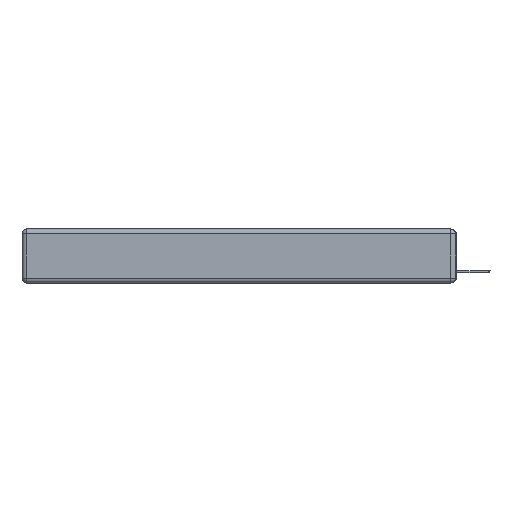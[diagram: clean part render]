
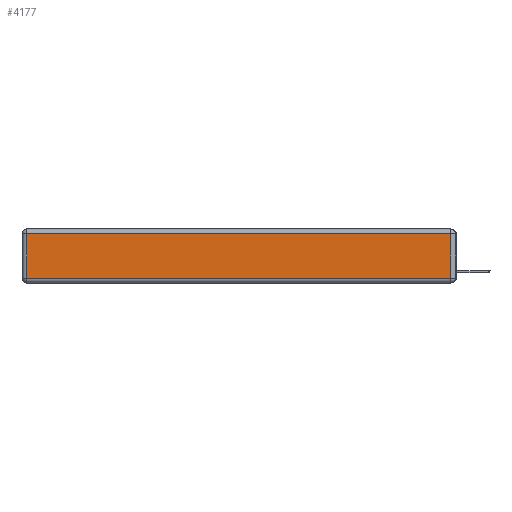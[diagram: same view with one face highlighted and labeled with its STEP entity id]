
A CAD part, left-side view. The second image highlights one B-rep face of the part: STEP entity #4177.
In plain terms, the highlighted planar face has unit normal (-1, 0, 0).
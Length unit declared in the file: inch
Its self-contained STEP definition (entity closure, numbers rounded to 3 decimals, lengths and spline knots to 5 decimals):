
#891 = AXIS2_PLACEMENT_3D ( 'NONE', #11306, #19336, #3915 ) ;
#1073 = EDGE_CURVE ( 'NONE', #3443, #10882, #7235, .T. ) ;
#1535 = VERTEX_POINT ( 'NONE', #9151 ) ;
#1550 = EDGE_CURVE ( 'NONE', #4612, #3443, #18928, .T. ) ;
#1554 = ORIENTED_EDGE ( 'NONE', *, *, #1073, .T. ) ;
#1569 = CARTESIAN_POINT ( 'NONE',  ( 0., 2.72, -0.03 ) ) ;
#1735 = CARTESIAN_POINT ( 'NONE',  ( 0., 0.03, -0.343 ) ) ;
#1808 = DIRECTION ( 'NONE',  ( 0., -1., 0. ) ) ;
#2463 = ORIENTED_EDGE ( 'NONE', *, *, #1550, .T. ) ;
#2531 = EDGE_CURVE ( 'NONE', #1535, #4612, #24640, .T. ) ;
#2733 = ORIENTED_EDGE ( 'NONE', *, *, #2531, .T. ) ;
#3242 = DIRECTION ( 'NONE',  ( 0., 0., 1. ) ) ;
#3379 = VECTOR ( 'NONE', #3242, 39.37008 ) ;
#3443 = VERTEX_POINT ( 'NONE', #4339 ) ;
#3915 = DIRECTION ( 'NONE',  ( 0., 0., 1. ) ) ;
#4177 = ADVANCED_FACE ( 'NONE', ( #15332 ), #11669, .T. ) ;
#4339 = CARTESIAN_POINT ( 'NONE',  ( 0., 0.03, -0.03 ) ) ;
#4612 = VERTEX_POINT ( 'NONE', #22562 ) ;
#4889 = VECTOR ( 'NONE', #8481, 39.37008 ) ;
#5732 = VECTOR ( 'NONE', #19999, 39.37008 ) ;
#7235 = LINE ( 'NONE', #16409, #5732 ) ;
#8481 = DIRECTION ( 'NONE',  ( 0., 0., -1. ) ) ;
#9151 = CARTESIAN_POINT ( 'NONE',  ( 0., 2.72, -0.313 ) ) ;
#10361 = LINE ( 'NONE', #21639, #4889 ) ;
#10373 = EDGE_LOOP ( 'NONE', ( #2733, #2463, #1554, #19236 ) ) ;
#10882 = VERTEX_POINT ( 'NONE', #1569 ) ;
#11306 = CARTESIAN_POINT ( 'NONE',  ( 0., 0., -0.343 ) ) ;
#11669 = PLANE ( 'NONE',  #891 ) ;
#13698 = VECTOR ( 'NONE', #1808, 39.37008 ) ;
#15332 = FACE_OUTER_BOUND ( 'NONE', #10373, .T. ) ;
#16409 = CARTESIAN_POINT ( 'NONE',  ( 0., 2.75, -0.03 ) ) ;
#17506 = CARTESIAN_POINT ( 'NONE',  ( 0., 0., -0.313 ) ) ;
#18928 = LINE ( 'NONE', #1735, #3379 ) ;
#19236 = ORIENTED_EDGE ( 'NONE', *, *, #23054, .T. ) ;
#19336 = DIRECTION ( 'NONE',  ( -1., 0., 0. ) ) ;
#19999 = DIRECTION ( 'NONE',  ( 0., 1., 0. ) ) ;
#21639 = CARTESIAN_POINT ( 'NONE',  ( 0., 2.72, -0.343 ) ) ;
#22562 = CARTESIAN_POINT ( 'NONE',  ( 0., 0.03, -0.313 ) ) ;
#23054 = EDGE_CURVE ( 'NONE', #10882, #1535, #10361, .T. ) ;
#24640 = LINE ( 'NONE', #17506, #13698 ) ;
